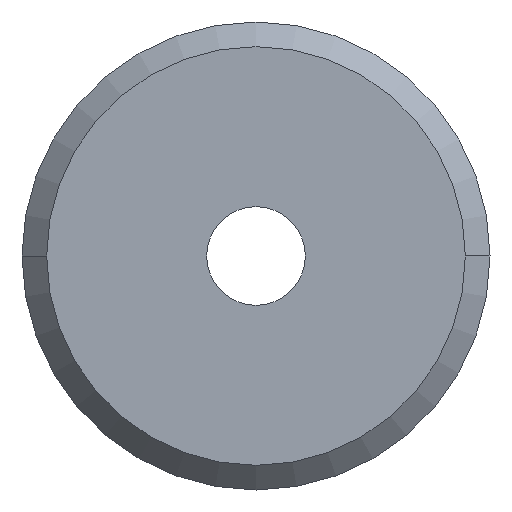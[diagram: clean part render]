
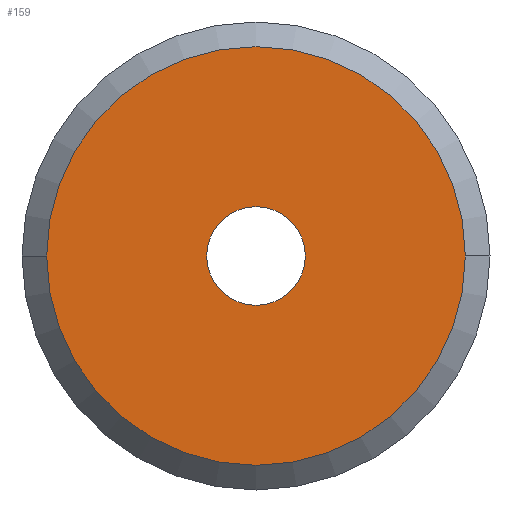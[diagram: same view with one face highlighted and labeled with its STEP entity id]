
A CAD part, front view. The second image highlights one B-rep face of the part: STEP entity #159.
In plain terms, the highlighted planar face has unit normal (0, -1, 0).
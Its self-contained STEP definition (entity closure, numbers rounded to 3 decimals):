
#40 = ORIENTED_EDGE ( 'NONE', *, *, #140, .T. ) ;
#43 = DIRECTION ( 'NONE',  ( -1., 0., 0. ) ) ;
#75 = AXIS2_PLACEMENT_3D ( 'NONE', #653, #384, #496 ) ;
#101 = DIRECTION ( 'NONE',  ( 0., 1., 0. ) ) ;
#112 = CARTESIAN_POINT ( 'NONE',  ( 0., 0., 0. ) ) ;
#118 = FACE_OUTER_BOUND ( 'NONE', #637, .T. ) ;
#140 = EDGE_CURVE ( 'NONE', #471, #681, #382, .T. ) ;
#159 = ADVANCED_FACE ( 'NONE', ( #118, #329 ), #647, .F. ) ;
#160 = EDGE_LOOP ( 'NONE', ( #40, #575 ) ) ;
#168 = DIRECTION ( 'NONE',  ( -1., 0., 0. ) ) ;
#203 = AXIS2_PLACEMENT_3D ( 'NONE', #259, #255, #468 ) ;
#255 = DIRECTION ( 'NONE',  ( 0., 1., 0. ) ) ;
#259 = CARTESIAN_POINT ( 'NONE',  ( 0., 0., 0. ) ) ;
#261 = AXIS2_PLACEMENT_3D ( 'NONE', #537, #298, #352 ) ;
#289 = CIRCLE ( 'NONE', #465, 8.49 ) ;
#298 = DIRECTION ( 'NONE',  ( 0., 1., 0. ) ) ;
#313 = CARTESIAN_POINT ( 'NONE',  ( 0., 0., 0. ) ) ;
#329 = FACE_BOUND ( 'NONE', #160, .T. ) ;
#352 = DIRECTION ( 'NONE',  ( -1., 0., 0. ) ) ;
#376 = EDGE_CURVE ( 'NONE', #455, #420, #289, .T. ) ;
#382 = CIRCLE ( 'NONE', #75, 2. ) ;
#384 = DIRECTION ( 'NONE',  ( 0., 1., 0. ) ) ;
#393 = CARTESIAN_POINT ( 'NONE',  ( -8.49, 0., 0. ) ) ;
#394 = EDGE_CURVE ( 'NONE', #420, #455, #605, .T. ) ;
#403 = EDGE_CURVE ( 'NONE', #681, #471, #538, .T. ) ;
#411 = CARTESIAN_POINT ( 'NONE',  ( 2., 0., 0. ) ) ;
#420 = VERTEX_POINT ( 'NONE', #495 ) ;
#435 = CARTESIAN_POINT ( 'NONE',  ( -2., 0., 0. ) ) ;
#455 = VERTEX_POINT ( 'NONE', #393 ) ;
#465 = AXIS2_PLACEMENT_3D ( 'NONE', #112, #101, #168 ) ;
#467 = ORIENTED_EDGE ( 'NONE', *, *, #376, .F. ) ;
#468 = DIRECTION ( 'NONE',  ( -1., 0., 0. ) ) ;
#471 = VERTEX_POINT ( 'NONE', #435 ) ;
#495 = CARTESIAN_POINT ( 'NONE',  ( 8.49, 0., 0. ) ) ;
#496 = DIRECTION ( 'NONE',  ( -1., 0., 0. ) ) ;
#523 = DIRECTION ( 'NONE',  ( 0., 1., 0. ) ) ;
#537 = CARTESIAN_POINT ( 'NONE',  ( 8.49, 0., 0. ) ) ;
#538 = CIRCLE ( 'NONE', #583, 2. ) ;
#575 = ORIENTED_EDGE ( 'NONE', *, *, #403, .T. ) ;
#583 = AXIS2_PLACEMENT_3D ( 'NONE', #313, #523, #43 ) ;
#605 = CIRCLE ( 'NONE', #203, 8.49 ) ;
#623 = ORIENTED_EDGE ( 'NONE', *, *, #394, .F. ) ;
#637 = EDGE_LOOP ( 'NONE', ( #467, #623 ) ) ;
#647 = PLANE ( 'NONE',  #261 ) ;
#653 = CARTESIAN_POINT ( 'NONE',  ( 0., 0., 0. ) ) ;
#681 = VERTEX_POINT ( 'NONE', #411 ) ;
